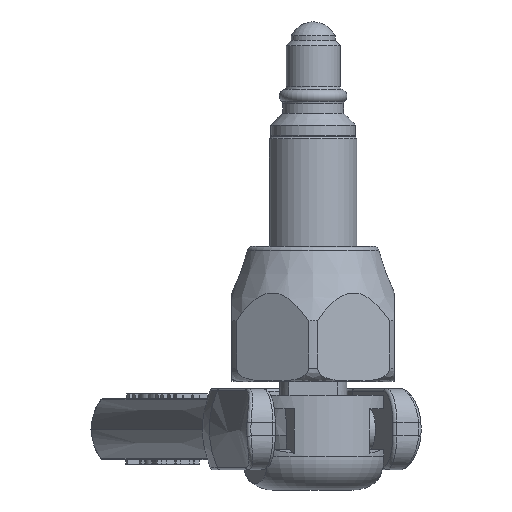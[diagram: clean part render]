
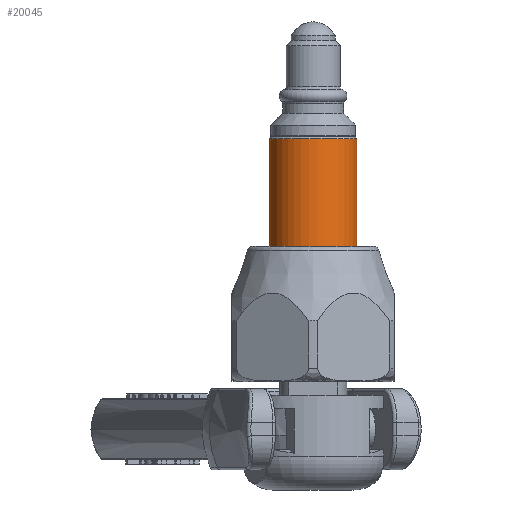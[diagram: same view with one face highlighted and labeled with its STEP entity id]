
A CAD part, front view. The second image highlights one B-rep face of the part: STEP entity #20045.
In plain terms, the highlighted cylindrical face has radius 6.5 mm (diameter 13 mm), a full revolution.
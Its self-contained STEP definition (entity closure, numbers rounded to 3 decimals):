
#764=CARTESIAN_POINT('',(5.296,-3.769,30.892));
#765=VERTEX_POINT('',#764);
#766=CARTESIAN_POINT('',(0.,0.,30.892));
#767=DIRECTION('',(0.,0.,1.));
#768=DIRECTION('',(-0.815,0.58,0.));
#769=AXIS2_PLACEMENT_3D('',#766,#767,#768);
#770=CIRCLE('',#769,6.5);
#771=EDGE_CURVE('',#765,#765,#770,.T.);
#20019=CARTESIAN_POINT('',(-5.296,3.769,47.7));
#20020=VERTEX_POINT('',#20019);
#20021=CARTESIAN_POINT('',(0.,0.,47.7));
#20022=DIRECTION('',(0.,0.,1.));
#20023=DIRECTION('',(0.815,-0.58,0.));
#20024=AXIS2_PLACEMENT_3D('',#20021,#20022,#20023);
#20025=CIRCLE('',#20024,6.5);
#20026=EDGE_CURVE('',#20020,#20020,#20025,.T.);
#20034=CARTESIAN_POINT('',(0.,0.,36.75));
#20035=DIRECTION('',(0.,0.,1.0));
#20036=DIRECTION('',(-0.815,0.58,0.));
#20037=AXIS2_PLACEMENT_3D('',#20034,#20035,#20036);
#20038=CYLINDRICAL_SURFACE('',#20037,6.5);
#20039=ORIENTED_EDGE('',*,*,#771,.T.);
#20040=EDGE_LOOP('',(#20039));
#20041=FACE_OUTER_BOUND('',#20040,.T.);
#20042=ORIENTED_EDGE('',*,*,#20026,.F.);
#20043=EDGE_LOOP('',(#20042));
#20044=FACE_BOUND('',#20043,.T.);
#20045=ADVANCED_FACE('',(#20041,#20044),#20038,.T.);
